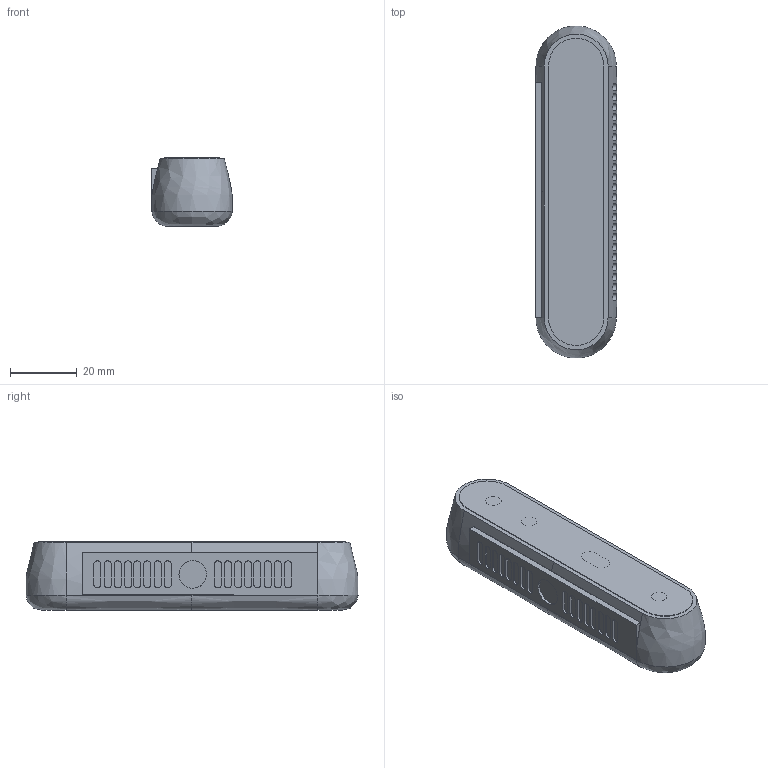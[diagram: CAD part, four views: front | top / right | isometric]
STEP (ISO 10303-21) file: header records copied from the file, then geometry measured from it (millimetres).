
FILE_DESCRIPTION(/* description */ (''),/* implementation_level */ '2;1');
FILE_NAME(/* name */ 'REALSE~1',/* time_stamp */ '2021-02-20T22:53:35+03:00',/* author */ (''),/* organization */ (''),/* preprocessor_version */ 'ST-DEVELOPER v16.5',/* originating_system */ '',/* authorisation */ '');
FILE_SCHEMA (('AUTOMOTIVE_DESIGN'));
Length unit declared in the file: millimetre
Products named in the file (1): Document
Bounding box: 24.27 x 99.18 x 20.62 mm (x, y, z)
Volume: 41712.3 mm3; surface area: 14349.5 mm2
Topology: 33 solids, 34 shells, 661 faces, 1694 edges, 1142 vertices
Faces by surface type: bspline 337, plane 195, cylinder 129
Full cylindrical faces by diameter (mm): 2.728 x2, 4.654 x3, 8.242 x1
Entity records: 24846 total; most frequent: CARTESIAN_POINT 13507, ORIENTED_EDGE 3306, EDGE_CURVE 1655, B_SPLINE_CURVE_WITH_KNOTS 1248, VERTEX_POINT 1103, EDGE_LOOP 727, ADVANCED_FACE 661, FACE_OUTER_BOUND 661
